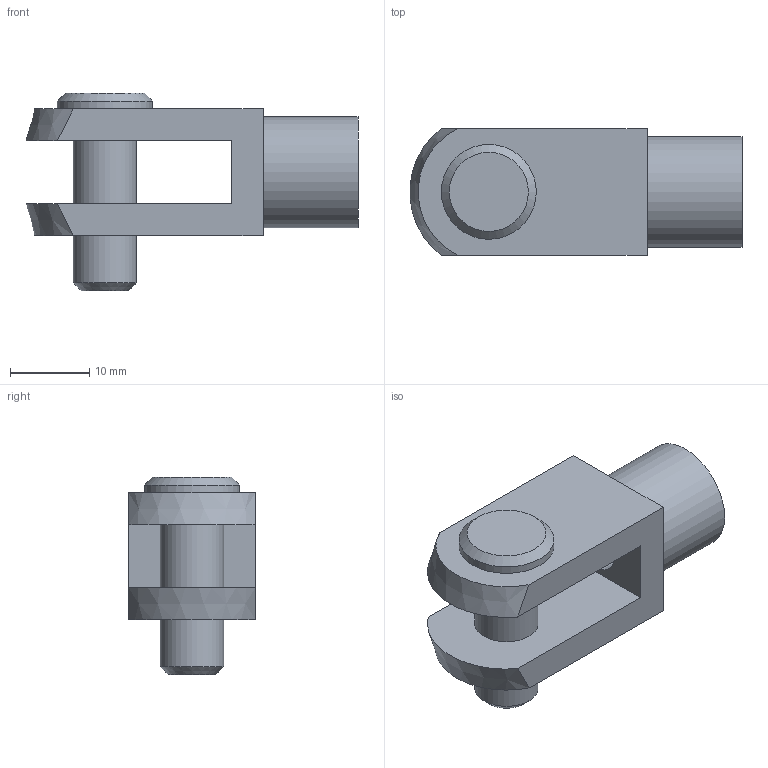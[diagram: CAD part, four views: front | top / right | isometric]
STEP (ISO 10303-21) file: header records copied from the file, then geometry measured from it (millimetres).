
FILE_DESCRIPTION(/* description */ ('C85 GKM-Double Knuckle Joint'),/* implementation_level */ '2;1');
FILE_NAME(/* name */ 'GKM8-16-SUS-CEJ00592.stp',/* time_stamp */ '2018-05-03T10:04:47+10:00',/* author */ ('daud'),/* organization */ ('SMC'),/* preprocessor_version */ 'ST-DEVELOPER v16.13',/* originating_system */ 'Autodesk Inventor 2018',/* authorisation */ '');
FILE_SCHEMA (('AUTOMOTIVE_DESIGN { 1 0 10303 214 3 1 1 }'));
Length unit declared in the file: millimetre
Products named in the file (1): GKM8-16_20(0)
Bounding box: 41.96 x 16 x 25 mm (x, y, z)
Volume: 6354.6 mm3; surface area: 3778 mm2
Topology: 1 solids, 1 shells, 21 faces, 47 edges, 31 vertices
Faces by surface type: plane 11, cone 5, cylinder 5
Full cylindrical faces by diameter (mm): 6.647 x1, 8 x2, 12 x1, 14 x1
Entity records: 575 total; most frequent: CARTESIAN_POINT 96, DIRECTION 94, ORIENTED_EDGE 74, AXIS2_PLACEMENT_3D 39, EDGE_CURVE 37, EDGE_LOOP 36, VERTEX_POINT 29, FACE_OUTER_BOUND 21
